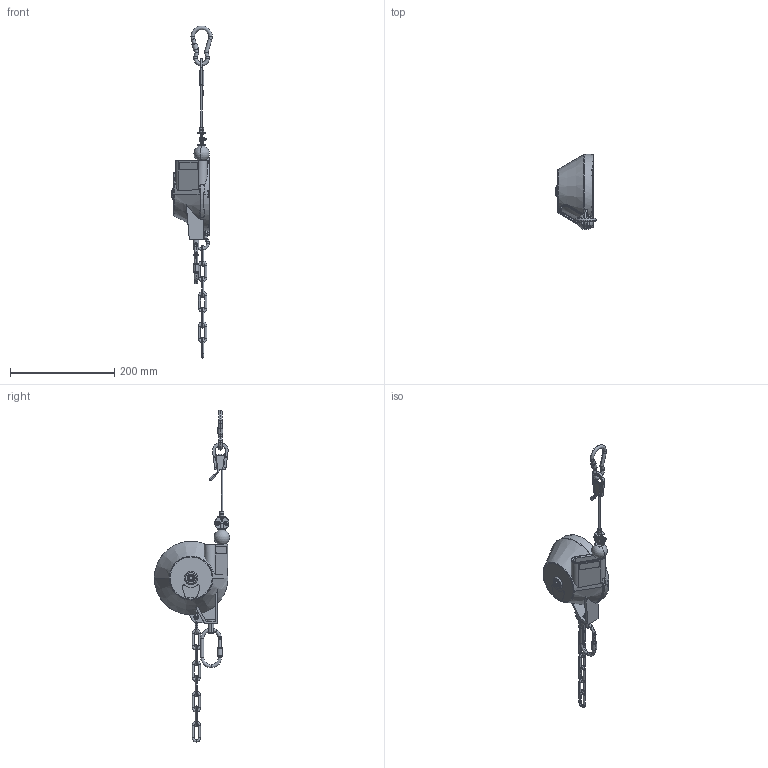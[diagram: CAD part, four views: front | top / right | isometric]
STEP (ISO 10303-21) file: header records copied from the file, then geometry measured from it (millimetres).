
FILE_DESCRIPTION((''),'2;1');
FILE_NAME('8202077800_NEW','2019-02-18T14:51:48',('Toocsr'),(''),'CREO PARAMETRIC BY PTC INC, 2018100','CREO PARAMETRIC BY PTC INC, 2018100','');
FILE_SCHEMA(('CONFIG_CONTROL_DESIGN','GEOMETRIC_VALIDATION_PROPERTIES_MIM'));
Length unit declared in the file: millimetre
Products named in the file (1): 8202077800_NEW
Bounding box: 77.6 x 144.39 x 637.35 mm (x, y, z)
Volume: 31735.3 mm3; surface area: 132704.3 mm2
Topology: 13 solids, 15 shells, 1247 faces, 3787 edges, 2493 vertices
Faces by surface type: plane 462, cylinder 344, cone 201, torus 184, sphere 30, bspline 26
Entity records: 53555 total; most frequent: CARTESIAN_POINT 14869, ORIENTED_EDGE 7486, DIRECTION 6714, EDGE_CURVE 3747, AXIS2_PLACEMENT_3D 2769, VERTEX_POINT 2493, CIRCLE 1547, EDGE_LOOP 1334
